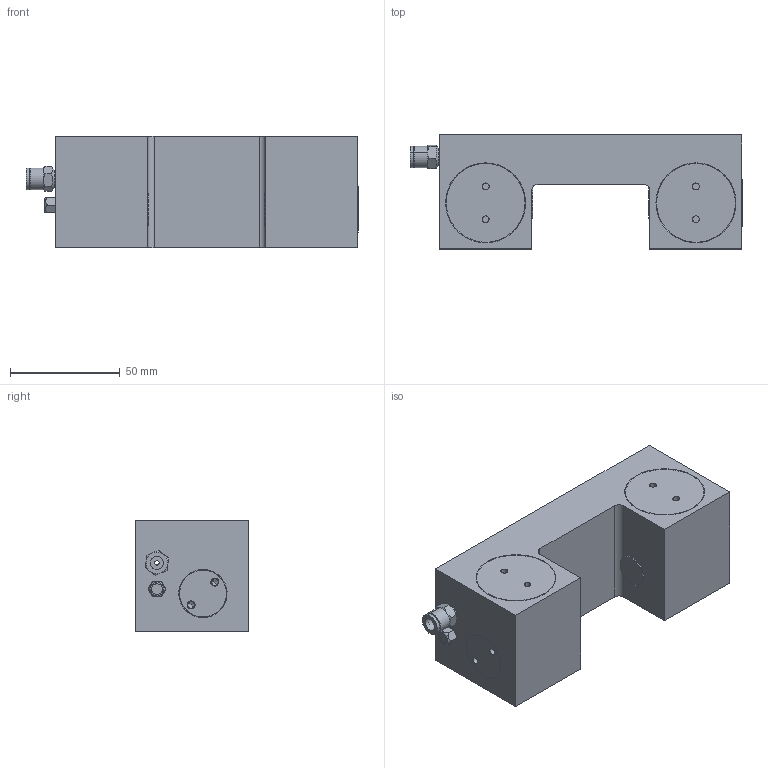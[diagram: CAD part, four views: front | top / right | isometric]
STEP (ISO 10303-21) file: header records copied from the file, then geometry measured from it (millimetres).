
FILE_DESCRIPTION (( 'STEP AP214' ), '1' );
FILE_NAME ('CP55S.STEP', '2019-03-19T00:09:26', ( 'USER-' ), ( 'MS' ), 'SwSTEP 2.0', 'SolidWorks 2012', '' );
FILE_SCHEMA (( 'AUTOMOTIVE_DESIGN' ));
Length unit declared in the file: millimetre
Products named in the file (1): CP55S
Bounding box: 151.5 x 52 x 51 mm (x, y, z)
Volume: 260619.2 mm3; surface area: 53321.2 mm2
Topology: 9 solids, 9 shells, 193 faces, 434 edges, 258 vertices
Faces by surface type: cone 72, cylinder 70, plane 47, torus 4
Entity records: 7789 total; most frequent: CARTESIAN_POINT 1222, DIRECTION 974, ORIENTED_EDGE 828, EDGE_CURVE 414, AXIS2_PLACEMENT_3D 398, VERTEX_POINT 258, EDGE_LOOP 226, CIRCLE 204
